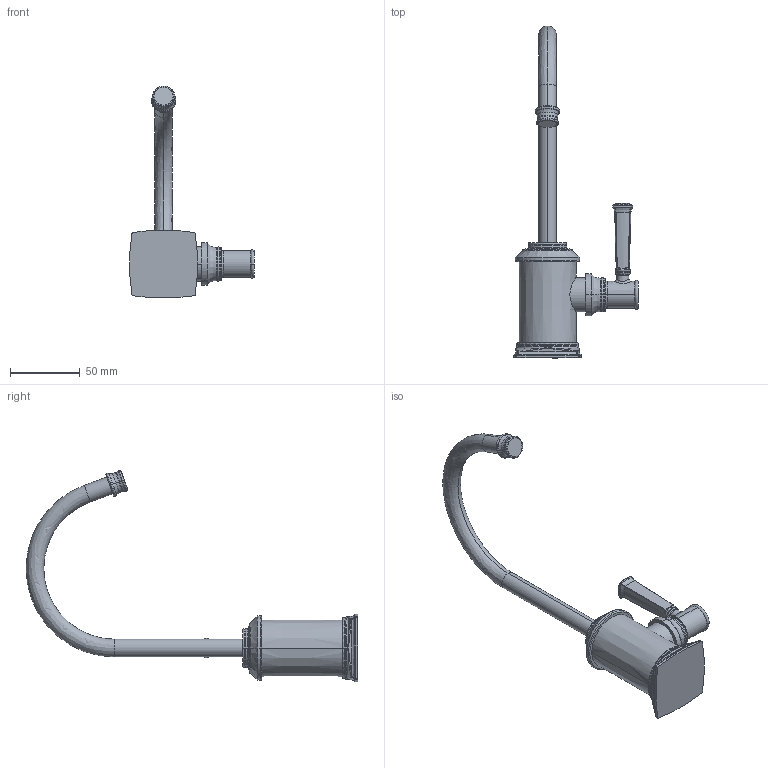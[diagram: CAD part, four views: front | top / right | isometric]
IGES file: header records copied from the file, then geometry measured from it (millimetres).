
Start section:  PTC IGES file: 3160-5623.igs
Global section: file name: 3160-5623.igs; native system: Creo Parametric by PTC Inc.; preprocessor: 2018400; author: jinson.thomas; organization: Unknown; date: 20210422.093857; units: inch
Bounding box: 89.46 x 238.07 x 152.02 mm (x, y, z)
Volume: 172699.8 mm3; surface area: 32941.5 mm2
Topology: 1 solids, 1 shells, 261 faces, 544 edges, 293 vertices
Faces by surface type: revolution 184, bspline 77
